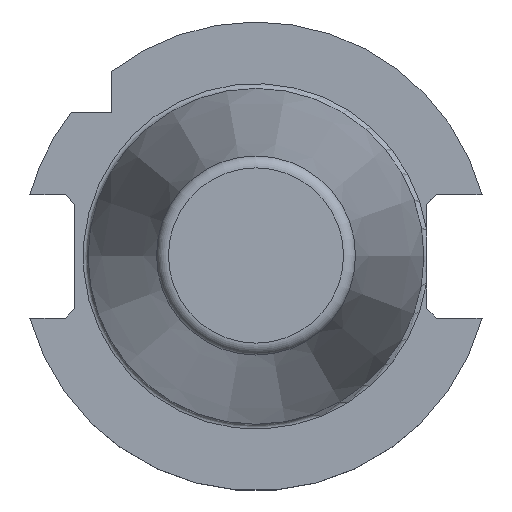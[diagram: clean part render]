
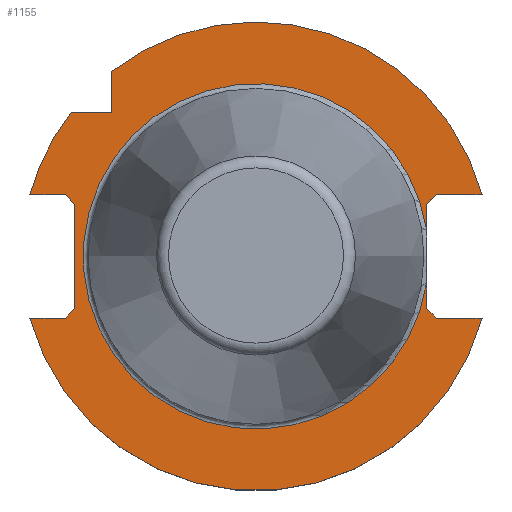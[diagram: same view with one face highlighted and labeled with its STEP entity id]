
A CAD part, top view. The second image highlights one B-rep face of the part: STEP entity #1155.
In plain terms, the highlighted planar face has unit normal (0, 0, 1).
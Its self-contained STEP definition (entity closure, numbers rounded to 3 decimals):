
#43=LINE('',#1803,#125);
#44=LINE('',#1808,#126);
#45=LINE('',#1810,#127);
#46=LINE('',#1812,#128);
#47=LINE('',#1814,#129);
#48=LINE('',#1816,#130);
#49=LINE('',#1817,#131);
#50=LINE('',#1819,#132);
#51=LINE('',#1821,#133);
#52=LINE('',#1822,#134);
#53=LINE('',#1824,#135);
#54=LINE('',#1826,#136);
#55=LINE('',#1827,#137);
#125=VECTOR('',#1438,1000.);
#126=VECTOR('',#1441,1000.);
#127=VECTOR('',#1442,1000.);
#128=VECTOR('',#1443,1000.);
#129=VECTOR('',#1444,1000.);
#130=VECTOR('',#1445,1000.);
#131=VECTOR('',#1446,1000.);
#132=VECTOR('',#1447,1000.);
#133=VECTOR('',#1448,1000.);
#134=VECTOR('',#1449,1000.);
#135=VECTOR('',#1450,1000.);
#136=VECTOR('',#1451,1000.);
#137=VECTOR('',#1452,1000.);
#310=ORIENTED_EDGE('',*,*,#630,.F.);
#311=ORIENTED_EDGE('',*,*,#631,.F.);
#312=ORIENTED_EDGE('',*,*,#632,.T.);
#313=ORIENTED_EDGE('',*,*,#633,.T.);
#314=ORIENTED_EDGE('',*,*,#634,.T.);
#315=ORIENTED_EDGE('',*,*,#635,.T.);
#316=ORIENTED_EDGE('',*,*,#636,.T.);
#317=ORIENTED_EDGE('',*,*,#607,.F.);
#318=ORIENTED_EDGE('',*,*,#637,.T.);
#319=ORIENTED_EDGE('',*,*,#638,.T.);
#320=ORIENTED_EDGE('',*,*,#639,.T.);
#321=ORIENTED_EDGE('',*,*,#610,.T.);
#322=ORIENTED_EDGE('',*,*,#640,.T.);
#323=ORIENTED_EDGE('',*,*,#641,.T.);
#324=ORIENTED_EDGE('',*,*,#642,.T.);
#325=ORIENTED_EDGE('',*,*,#628,.F.);
#326=ORIENTED_EDGE('',*,*,#643,.F.);
#607=EDGE_CURVE('',#769,#770,#880,.T.);
#610=EDGE_CURVE('',#772,#771,#881,.F.);
#628=EDGE_CURVE('',#785,#786,#888,.T.);
#630=EDGE_CURVE('',#787,#788,#43,.T.);
#631=EDGE_CURVE('',#789,#787,#889,.T.);
#632=EDGE_CURVE('',#789,#790,#44,.T.);
#633=EDGE_CURVE('',#790,#791,#45,.T.);
#634=EDGE_CURVE('',#791,#792,#46,.T.);
#635=EDGE_CURVE('',#792,#793,#47,.T.);
#636=EDGE_CURVE('',#793,#770,#48,.T.);
#637=EDGE_CURVE('',#769,#794,#49,.T.);
#638=EDGE_CURVE('',#794,#795,#50,.T.);
#639=EDGE_CURVE('',#795,#772,#51,.T.);
#640=EDGE_CURVE('',#771,#796,#52,.T.);
#641=EDGE_CURVE('',#796,#797,#53,.T.);
#642=EDGE_CURVE('',#797,#786,#54,.T.);
#643=EDGE_CURVE('',#788,#785,#55,.T.);
#769=VERTEX_POINT('',#1738);
#770=VERTEX_POINT('',#1740);
#771=VERTEX_POINT('',#1748);
#772=VERTEX_POINT('',#1749);
#785=VERTEX_POINT('',#1798);
#786=VERTEX_POINT('',#1800);
#787=VERTEX_POINT('',#1804);
#788=VERTEX_POINT('',#1805);
#789=VERTEX_POINT('',#1807);
#790=VERTEX_POINT('',#1809);
#791=VERTEX_POINT('',#1811);
#792=VERTEX_POINT('',#1813);
#793=VERTEX_POINT('',#1815);
#794=VERTEX_POINT('',#1818);
#795=VERTEX_POINT('',#1820);
#796=VERTEX_POINT('',#1823);
#797=VERTEX_POINT('',#1825);
#880=CIRCLE('',#1242,48.75);
#881=CIRCLE('',#1244,35.925);
#888=CIRCLE('',#1257,48.75);
#889=CIRCLE('',#1259,48.75);
#947=EDGE_LOOP('',(#310,#311,#312,#313,#314,#315,#316,#317,#318,#319,#320,
#321,#322,#323,#324,#325,#326));
#1037=FACE_BOUND('',#947,.T.);
#1111=PLANE('',#1258);
#1155=ADVANCED_FACE('',(#1037),#1111,.T.);
#1242=AXIS2_PLACEMENT_3D('',#1739,#1395,#1396);
#1244=AXIS2_PLACEMENT_3D('',#1750,#1400,#1401);
#1257=AXIS2_PLACEMENT_3D('',#1799,#1433,#1434);
#1258=AXIS2_PLACEMENT_3D('',#1802,#1436,#1437);
#1259=AXIS2_PLACEMENT_3D('',#1806,#1439,#1440);
#1395=DIRECTION('',(0.,0.,-1.));
#1396=DIRECTION('',(-1.,0.,0.));
#1400=DIRECTION('',(0.,0.,1.));
#1401=DIRECTION('',(1.,0.,0.));
#1433=DIRECTION('',(0.,0.,-1.));
#1434=DIRECTION('',(-1.,0.,0.));
#1436=DIRECTION('',(0.,0.,1.));
#1437=DIRECTION('',(1.,0.,0.));
#1438=DIRECTION('',(1.,0.,0.));
#1439=DIRECTION('',(0.,0.,-1.));
#1440=DIRECTION('',(-1.,0.,0.));
#1441=DIRECTION('',(1.,0.,0.));
#1442=DIRECTION('',(0.707,-0.707,0.));
#1443=DIRECTION('',(0.,-1.,0.));
#1444=DIRECTION('',(-0.707,-0.707,0.));
#1445=DIRECTION('',(-1.,0.,0.));
#1446=DIRECTION('',(-1.,0.,0.));
#1447=DIRECTION('',(-0.707,0.707,0.));
#1448=DIRECTION('',(0.,1.,0.));
#1449=DIRECTION('',(0.,1.,0.));
#1450=DIRECTION('',(0.707,0.707,0.));
#1451=DIRECTION('',(1.,0.,0.));
#1452=DIRECTION('',(0.,1.,0.));
#1738=CARTESIAN_POINT('',(47.026,-12.85,-3.2));
#1739=CARTESIAN_POINT('',(0.,0.,-3.2));
#1740=CARTESIAN_POINT('',(-47.026,-12.85,-3.2));
#1748=CARTESIAN_POINT('',(35.5,5.51,-3.2));
#1749=CARTESIAN_POINT('',(35.5,-5.51,-3.2));
#1750=CARTESIAN_POINT('',(0.,0.,-3.2));
#1798=CARTESIAN_POINT('',(-30.,38.426,-3.2));
#1799=CARTESIAN_POINT('',(0.,0.,-3.2));
#1800=CARTESIAN_POINT('',(47.026,12.85,-3.2));
#1802=CARTESIAN_POINT('',(-34.925,0.,-3.2));
#1803=CARTESIAN_POINT('',(-34.925,30.,-3.2));
#1804=CARTESIAN_POINT('',(-38.426,30.,-3.2));
#1805=CARTESIAN_POINT('',(-30.,30.,-3.2));
#1806=CARTESIAN_POINT('',(0.,0.,-3.2));
#1807=CARTESIAN_POINT('',(-47.026,12.85,-3.2));
#1808=CARTESIAN_POINT('',(-34.925,12.85,-3.2));
#1809=CARTESIAN_POINT('',(-39.7,12.85,-3.2));
#1810=CARTESIAN_POINT('',(-30.888,4.038,-3.2));
#1811=CARTESIAN_POINT('',(-37.7,10.85,-3.2));
#1812=CARTESIAN_POINT('',(-37.7,0.,-3.2));
#1813=CARTESIAN_POINT('',(-37.7,-10.85,-3.2));
#1814=CARTESIAN_POINT('',(-30.888,-4.038,-3.2));
#1815=CARTESIAN_POINT('',(-39.7,-12.85,-3.2));
#1816=CARTESIAN_POINT('',(-34.925,-12.85,-3.2));
#1817=CARTESIAN_POINT('',(-34.925,-12.85,-3.2));
#1818=CARTESIAN_POINT('',(37.5,-12.85,-3.2));
#1819=CARTESIAN_POINT('',(-5.138,29.787,-3.2));
#1820=CARTESIAN_POINT('',(35.5,-10.85,-3.2));
#1821=CARTESIAN_POINT('',(35.5,0.,-3.2));
#1822=CARTESIAN_POINT('',(35.5,0.,-3.2));
#1823=CARTESIAN_POINT('',(35.5,10.85,-3.2));
#1824=CARTESIAN_POINT('',(-5.138,-29.787,-3.2));
#1825=CARTESIAN_POINT('',(37.5,12.85,-3.2));
#1826=CARTESIAN_POINT('',(-34.925,12.85,-3.2));
#1827=CARTESIAN_POINT('',(-30.,0.,-3.2));
